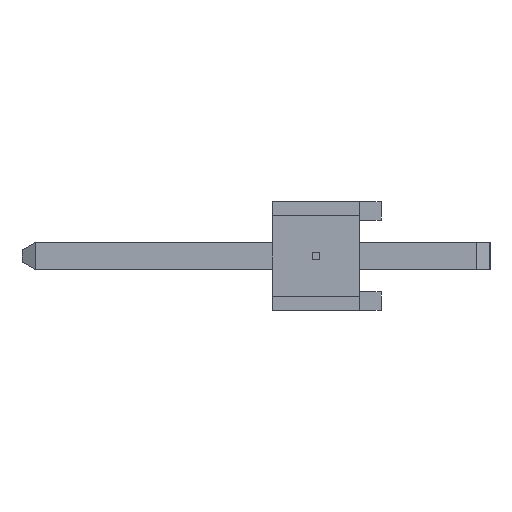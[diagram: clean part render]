
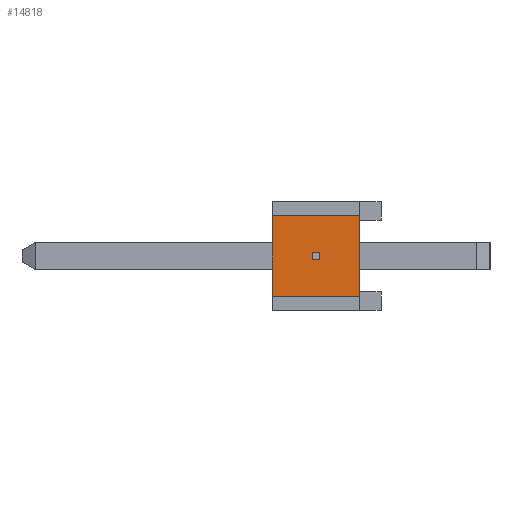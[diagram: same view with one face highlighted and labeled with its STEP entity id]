
A CAD part, left-side view. The second image highlights one B-rep face of the part: STEP entity #14818.
In plain terms, the highlighted planar face has unit normal (-1, 0, 0).
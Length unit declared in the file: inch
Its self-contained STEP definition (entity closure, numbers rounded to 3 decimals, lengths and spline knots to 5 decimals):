
#3039=ORIENTED_EDGE('',*,*,#6077,.F.);
#3040=ORIENTED_EDGE('',*,*,#6078,.F.);
#3041=ORIENTED_EDGE('',*,*,#6079,.F.);
#3042=ORIENTED_EDGE('',*,*,#6080,.F.);
#3043=ORIENTED_EDGE('',*,*,#6081,.F.);
#3044=ORIENTED_EDGE('',*,*,#6082,.F.);
#3045=ORIENTED_EDGE('',*,*,#6083,.F.);
#3046=ORIENTED_EDGE('',*,*,#6084,.F.);
#6077=EDGE_CURVE('',#7509,#7510,#9439,.T.);
#6078=EDGE_CURVE('',#7511,#7509,#9440,.T.);
#6079=EDGE_CURVE('',#7512,#7511,#9441,.T.);
#6080=EDGE_CURVE('',#7510,#7512,#9442,.T.);
#6081=EDGE_CURVE('',#7513,#7514,#9443,.T.);
#6082=EDGE_CURVE('',#7515,#7513,#9444,.T.);
#6083=EDGE_CURVE('',#7516,#7515,#9445,.T.);
#6084=EDGE_CURVE('',#7514,#7516,#9446,.T.);
#7509=VERTEX_POINT('',#23344);
#7510=VERTEX_POINT('',#23345);
#7511=VERTEX_POINT('',#23347);
#7512=VERTEX_POINT('',#23349);
#7513=VERTEX_POINT('',#23352);
#7514=VERTEX_POINT('',#23353);
#7515=VERTEX_POINT('',#23355);
#7516=VERTEX_POINT('',#23357);
#9439=LINE('',#23343,#11505);
#9440=LINE('',#23346,#11506);
#9441=LINE('',#23348,#11507);
#9442=LINE('',#23350,#11508);
#9443=LINE('',#23351,#11509);
#9444=LINE('',#23354,#11510);
#9445=LINE('',#23356,#11511);
#9446=LINE('',#23358,#11512);
#11505=VECTOR('',#18990,39.37008);
#11506=VECTOR('',#18991,39.37008);
#11507=VECTOR('',#18992,39.37008);
#11508=VECTOR('',#18993,39.37008);
#11509=VECTOR('',#18994,39.37008);
#11510=VECTOR('',#18995,39.37008);
#11511=VECTOR('',#18996,39.37008);
#11512=VECTOR('',#18997,39.37008);
#12299=EDGE_LOOP('',(#3039,#3040,#3041,#3042));
#12300=EDGE_LOOP('',(#3043,#3044,#3045,#3046));
#13171=FACE_BOUND('',#12299,.T.);
#13172=FACE_BOUND('',#12300,.T.);
#14011=PLANE('',#15652);
#14818=ADVANCED_FACE('',(#13171,#13172),#14011,.F.);
#15652=AXIS2_PLACEMENT_3D('',#23342,#18988,#18989);
#18988=DIRECTION('',(1.,0.,0.));
#18989=DIRECTION('',(0.,0.,-1.));
#18990=DIRECTION('',(0.,0.,-1.));
#18991=DIRECTION('',(0.,1.,0.));
#18992=DIRECTION('',(0.,0.,1.));
#18993=DIRECTION('',(0.,-1.,0.));
#18994=DIRECTION('',(0.,0.,-1.));
#18995=DIRECTION('',(0.,-1.,0.));
#18996=DIRECTION('',(0.,0.,1.));
#18997=DIRECTION('',(0.,1.,0.));
#23342=CARTESIAN_POINT('',(-0.792,0.,0.));
#23343=CARTESIAN_POINT('',(-0.792,0.06353,0.));
#23344=CARTESIAN_POINT('',(-0.792,0.06353,0.00339));
#23345=CARTESIAN_POINT('',(-0.792,0.06353,-0.00339));
#23346=CARTESIAN_POINT('',(-0.792,0.,0.00339));
#23347=CARTESIAN_POINT('',(-0.792,0.05647,0.00339));
#23348=CARTESIAN_POINT('',(-0.792,0.05647,0.));
#23349=CARTESIAN_POINT('',(-0.792,0.05647,-0.00339));
#23350=CARTESIAN_POINT('',(-0.792,0.,-0.00339));
#23351=CARTESIAN_POINT('',(-0.792,0.02,0.));
#23352=CARTESIAN_POINT('',(-0.792,0.02,0.037));
#23353=CARTESIAN_POINT('',(-0.792,0.02,-0.037));
#23354=CARTESIAN_POINT('',(-0.792,0.1,0.037));
#23355=CARTESIAN_POINT('',(-0.792,0.1,0.037));
#23356=CARTESIAN_POINT('',(-0.792,0.1,-0.037));
#23357=CARTESIAN_POINT('',(-0.792,0.1,-0.037));
#23358=CARTESIAN_POINT('',(-0.792,0.,-0.037));
